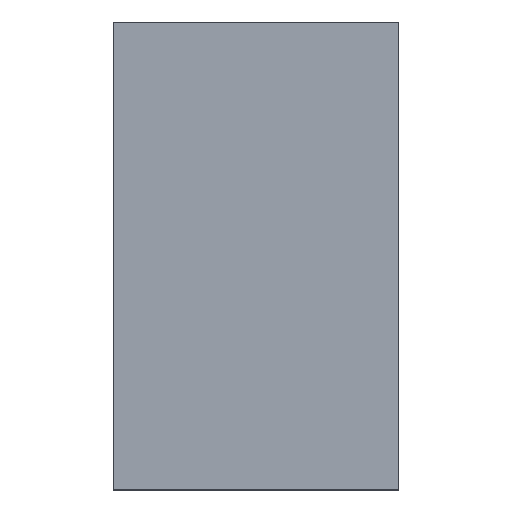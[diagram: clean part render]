
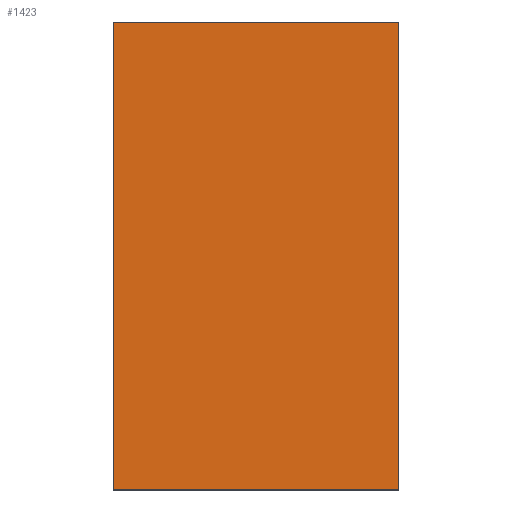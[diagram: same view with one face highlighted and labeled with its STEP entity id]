
A CAD part, top view. The second image highlights one B-rep face of the part: STEP entity #1423.
In plain terms, the highlighted face is planar.
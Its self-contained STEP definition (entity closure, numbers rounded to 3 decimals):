
#700 = DIRECTION ( 'NONE',  ( 0., 0., -1. ) ) ;
#1020 = VECTOR ( 'NONE', #10477, 1000. ) ;
#1243 = VECTOR ( 'NONE', #7344, 1000. ) ;
#1423 = ADVANCED_FACE ( 'NONE', ( #8164 ), #1741, .T. ) ;
#1741 = PLANE ( 'NONE',  #3950 ) ;
#2405 = EDGE_CURVE ( 'NONE', #8461, #11222, #4688, .T. ) ;
#2559 = DIRECTION ( 'NONE',  ( 0., 1., 0. ) ) ;
#2665 = LINE ( 'NONE', #7468, #1243 ) ;
#3195 = VECTOR ( 'NONE', #700, 1000. ) ;
#3572 = CARTESIAN_POINT ( 'NONE',  ( -180., 60., 0. ) ) ;
#3811 = DIRECTION ( 'NONE',  ( 0., 0., 1. ) ) ;
#3950 = AXIS2_PLACEMENT_3D ( 'NONE', #5543, #2559, #6472 ) ;
#4688 = LINE ( 'NONE', #5433, #3195 ) ;
#5433 = CARTESIAN_POINT ( 'NONE',  ( 180., 60., 0. ) ) ;
#5543 = CARTESIAN_POINT ( 'NONE',  ( -180., 60., 590. ) ) ;
#5801 = CARTESIAN_POINT ( 'NONE',  ( -180., 60., 0. ) ) ;
#6165 = VECTOR ( 'NONE', #3811, 1000. ) ;
#6472 = DIRECTION ( 'NONE',  ( 0., 0., 1. ) ) ;
#6871 = CARTESIAN_POINT ( 'NONE',  ( 180., 60., 590. ) ) ;
#7065 = VERTEX_POINT ( 'NONE', #3572 ) ;
#7344 = DIRECTION ( 'NONE',  ( 1., 0., 0. ) ) ;
#7468 = CARTESIAN_POINT ( 'NONE',  ( -180., 60., 590. ) ) ;
#7933 = CARTESIAN_POINT ( 'NONE',  ( -180., 60., 0. ) ) ;
#8164 = FACE_OUTER_BOUND ( 'NONE', #8220, .T. ) ;
#8220 = EDGE_LOOP ( 'NONE', ( #9658, #11447, #11401, #9695 ) ) ;
#8461 = VERTEX_POINT ( 'NONE', #6871 ) ;
#8736 = CARTESIAN_POINT ( 'NONE',  ( 180., 60., 0. ) ) ;
#8862 = LINE ( 'NONE', #7933, #1020 ) ;
#8972 = EDGE_CURVE ( 'NONE', #7065, #8995, #9792, .T. ) ;
#8995 = VERTEX_POINT ( 'NONE', #10844 ) ;
#9658 = ORIENTED_EDGE ( 'NONE', *, *, #8972, .T. ) ;
#9695 = ORIENTED_EDGE ( 'NONE', *, *, #9874, .T. ) ;
#9792 = LINE ( 'NONE', #5801, #6165 ) ;
#9874 = EDGE_CURVE ( 'NONE', #11222, #7065, #8862, .T. ) ;
#10477 = DIRECTION ( 'NONE',  ( -1., 0., 0. ) ) ;
#10616 = EDGE_CURVE ( 'NONE', #8995, #8461, #2665, .T. ) ;
#10844 = CARTESIAN_POINT ( 'NONE',  ( -180., 60., 590. ) ) ;
#11222 = VERTEX_POINT ( 'NONE', #8736 ) ;
#11401 = ORIENTED_EDGE ( 'NONE', *, *, #2405, .T. ) ;
#11447 = ORIENTED_EDGE ( 'NONE', *, *, #10616, .T. ) ;
